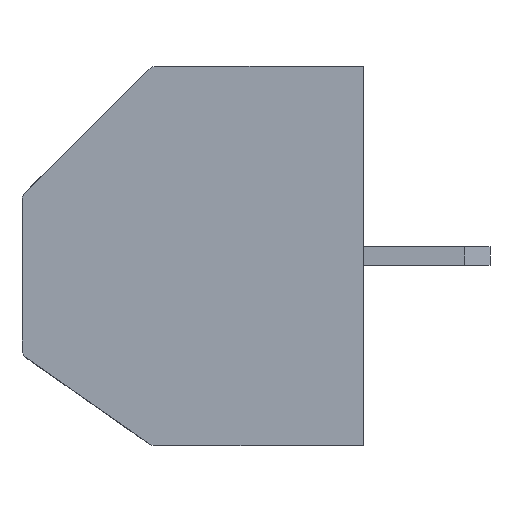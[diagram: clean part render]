
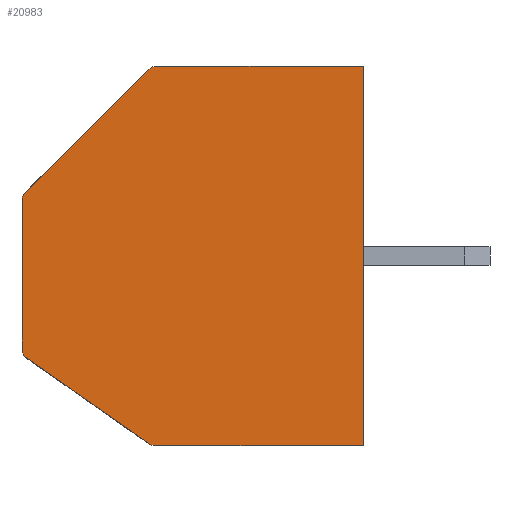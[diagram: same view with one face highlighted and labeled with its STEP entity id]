
A CAD part, left-side view. The second image highlights one B-rep face of the part: STEP entity #20983.
In plain terms, the highlighted planar face has unit normal (-1, 0, 0).
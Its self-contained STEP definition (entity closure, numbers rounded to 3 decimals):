
#136 = DIRECTION ( 'NONE',  ( -1., 0., 0. ) ) ;
#435 = ORIENTED_EDGE ( 'NONE', *, *, #17692, .T. ) ;
#511 = DIRECTION ( 'NONE',  ( -1., 0., 0. ) ) ;
#747 = ORIENTED_EDGE ( 'NONE', *, *, #17699, .T. ) ;
#1596 = VERTEX_POINT ( 'NONE', #15629 ) ;
#2697 = EDGE_CURVE ( 'NONE', #25742, #6424, #25320, .T. ) ;
#2766 = DIRECTION ( 'NONE',  ( 1., 0., 0. ) ) ;
#3229 = ORIENTED_EDGE ( 'NONE', *, *, #8842, .T. ) ;
#3474 = DIRECTION ( 'NONE',  ( 0., 0.819, 0.574 ) ) ;
#3505 = CARTESIAN_POINT ( 'NONE',  ( -3.04, 6.605, -5.7 ) ) ;
#4646 = CARTESIAN_POINT ( 'NONE',  ( -3.04, 10.712, 1.988 ) ) ;
#4772 = ORIENTED_EDGE ( 'NONE', *, *, #5033, .F. ) ;
#4815 = FACE_OUTER_BOUND ( 'NONE', #29959, .T. ) ;
#5033 = EDGE_CURVE ( 'NONE', #17604, #12706, #5526, .T. ) ;
#5526 = LINE ( 'NONE', #17637, #24825 ) ;
#5977 = EDGE_CURVE ( 'NONE', #16285, #20527, #17469, .T. ) ;
#6052 = CARTESIAN_POINT ( 'NONE',  ( -3.04, 10.672, -3.219 ) ) ;
#6066 = AXIS2_PLACEMENT_3D ( 'NONE', #17670, #22437, #29698 ) ;
#6339 = ORIENTED_EDGE ( 'NONE', *, *, #26393, .T. ) ;
#6424 = VERTEX_POINT ( 'NONE', #31353 ) ;
#6507 = VECTOR ( 'NONE', #21131, 1000. ) ;
#6751 = CARTESIAN_POINT ( 'NONE',  ( -3.04, 6.576, 6. ) ) ;
#6835 = CARTESIAN_POINT ( 'NONE',  ( -3.04, 6.777, -5.946 ) ) ;
#7565 = CARTESIAN_POINT ( 'NONE',  ( -3.04, 0., 6. ) ) ;
#7918 = DIRECTION ( 'NONE',  ( 0., 0., -1. ) ) ;
#8587 = DIRECTION ( 'NONE',  ( 0., -1., 0. ) ) ;
#8842 = EDGE_CURVE ( 'NONE', #22450, #12706, #15333, .T. ) ;
#10343 = CARTESIAN_POINT ( 'NONE',  ( -3.04, 0., 6. ) ) ;
#12300 = PLANE ( 'NONE',  #28065 ) ;
#12490 = VERTEX_POINT ( 'NONE', #16322 ) ;
#12706 = VERTEX_POINT ( 'NONE', #6052 ) ;
#13702 = AXIS2_PLACEMENT_3D ( 'NONE', #3505, #511, #7918 ) ;
#13864 = CARTESIAN_POINT ( 'NONE',  ( -3.04, 10.8, -2.973 ) ) ;
#13936 = ORIENTED_EDGE ( 'NONE', *, *, #5977, .F. ) ;
#14455 = CARTESIAN_POINT ( 'NONE',  ( -3.04, 10.8, 6. ) ) ;
#14758 = CARTESIAN_POINT ( 'NONE',  ( -3.04, 10.5, 1.776 ) ) ;
#15195 = DIRECTION ( 'NONE',  ( 0., 0., -1. ) ) ;
#15333 = CIRCLE ( 'NONE', #28514, 0.3 ) ;
#15526 = VECTOR ( 'NONE', #28613, 1000. ) ;
#15629 = CARTESIAN_POINT ( 'NONE',  ( -3.04, 6.788, 5.912 ) ) ;
#16161 = EDGE_CURVE ( 'NONE', #22450, #6424, #23500, .T. ) ;
#16272 = CIRCLE ( 'NONE', #6066, 0.3 ) ;
#16285 = VERTEX_POINT ( 'NONE', #6751 ) ;
#16322 = CARTESIAN_POINT ( 'NONE',  ( -3.04, 0., -6. ) ) ;
#16637 = CARTESIAN_POINT ( 'NONE',  ( -3.04, 10.8, 6. ) ) ;
#17469 = LINE ( 'NONE', #14455, #19370 ) ;
#17604 = VERTEX_POINT ( 'NONE', #6835 ) ;
#17637 = CARTESIAN_POINT ( 'NONE',  ( -3.04, 10.8, -3.129 ) ) ;
#17670 = CARTESIAN_POINT ( 'NONE',  ( -3.04, 6.576, 5.7 ) ) ;
#17692 = EDGE_CURVE ( 'NONE', #16285, #1596, #16272, .T. ) ;
#17699 = EDGE_CURVE ( 'NONE', #17604, #29804, #30424, .T. ) ;
#17715 = DIRECTION ( 'NONE',  ( 0., 0., 1. ) ) ;
#19370 = VECTOR ( 'NONE', #19865, 1000. ) ;
#19622 = VECTOR ( 'NONE', #8587, 1000. ) ;
#19865 = DIRECTION ( 'NONE',  ( 0., -1., 0. ) ) ;
#20120 = DIRECTION ( 'NONE',  ( -1., 0., 0. ) ) ;
#20520 = ORIENTED_EDGE ( 'NONE', *, *, #16161, .F. ) ;
#20527 = VERTEX_POINT ( 'NONE', #7565 ) ;
#20680 = ORIENTED_EDGE ( 'NONE', *, *, #23702, .F. ) ;
#20983 = ADVANCED_FACE ( 'NONE', ( #4815 ), #12300, .F. ) ;
#21131 = DIRECTION ( 'NONE',  ( 0., 0., 1. ) ) ;
#21490 = ORIENTED_EDGE ( 'NONE', *, *, #25809, .T. ) ;
#22437 = DIRECTION ( 'NONE',  ( -1., 0., 0. ) ) ;
#22450 = VERTEX_POINT ( 'NONE', #13864 ) ;
#23500 = LINE ( 'NONE', #16637, #6507 ) ;
#23702 = EDGE_CURVE ( 'NONE', #25742, #1596, #28462, .T. ) ;
#24116 = DIRECTION ( 'NONE',  ( 0., 0., -1. ) ) ;
#24825 = VECTOR ( 'NONE', #3474, 1000. ) ;
#25320 = CIRCLE ( 'NONE', #28352, 0.3 ) ;
#25345 = LINE ( 'NONE', #28154, #19622 ) ;
#25742 = VERTEX_POINT ( 'NONE', #4646 ) ;
#25809 = EDGE_CURVE ( 'NONE', #12490, #20527, #27232, .T. ) ;
#26393 = EDGE_CURVE ( 'NONE', #29804, #12490, #25345, .T. ) ;
#26611 = DIRECTION ( 'NONE',  ( 0., 0., -1. ) ) ;
#27210 = VECTOR ( 'NONE', #17715, 1000. ) ;
#27232 = LINE ( 'NONE', #10343, #27210 ) ;
#28065 = AXIS2_PLACEMENT_3D ( 'NONE', #31177, #2766, #26611 ) ;
#28154 = CARTESIAN_POINT ( 'NONE',  ( -3.04, 10.8, -6. ) ) ;
#28352 = AXIS2_PLACEMENT_3D ( 'NONE', #14758, #136, #24116 ) ;
#28462 = LINE ( 'NONE', #30667, #15526 ) ;
#28514 = AXIS2_PLACEMENT_3D ( 'NONE', #30095, #20120, #15195 ) ;
#28613 = DIRECTION ( 'NONE',  ( 0., -0.707, 0.707 ) ) ;
#28803 = CARTESIAN_POINT ( 'NONE',  ( -3.04, 6.605, -6. ) ) ;
#29698 = DIRECTION ( 'NONE',  ( 0., 0., -1. ) ) ;
#29804 = VERTEX_POINT ( 'NONE', #28803 ) ;
#29959 = EDGE_LOOP ( 'NONE', ( #4772, #747, #6339, #21490, #13936, #435, #20680, #30162, #20520, #3229 ) ) ;
#30095 = CARTESIAN_POINT ( 'NONE',  ( -3.04, 10.5, -2.973 ) ) ;
#30162 = ORIENTED_EDGE ( 'NONE', *, *, #2697, .T. ) ;
#30424 = CIRCLE ( 'NONE', #13702, 0.3 ) ;
#30667 = CARTESIAN_POINT ( 'NONE',  ( -3.04, 10.8, 1.9 ) ) ;
#31177 = CARTESIAN_POINT ( 'NONE',  ( -3.04, 10.8, 6. ) ) ;
#31353 = CARTESIAN_POINT ( 'NONE',  ( -3.04, 10.8, 1.776 ) ) ;
